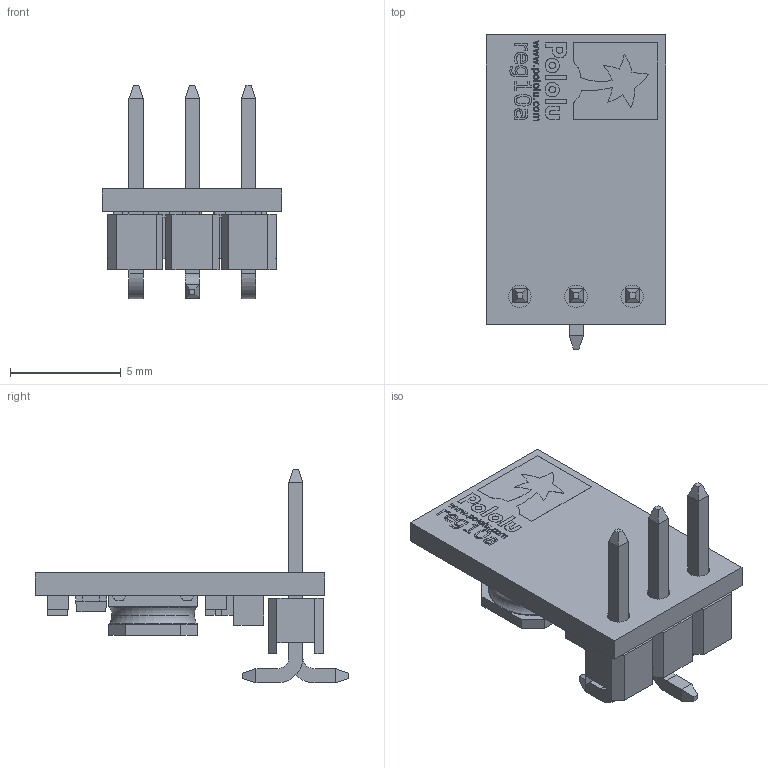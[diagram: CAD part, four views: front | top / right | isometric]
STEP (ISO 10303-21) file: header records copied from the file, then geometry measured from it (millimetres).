
FILE_DESCRIPTION(('FreeCAD Model'),'2;1');
FILE_NAME('12V DC-DC with header-horizontal.step','2021-06-07T20:41:12', ('Author'),(''),'Open CASCADE STEP processor 7.3','FreeCAD','Unknown' );
FILE_SCHEMA(('AUTOMOTIVE_DESIGN { 1 0 10303 214 1 1 1 1 }'));
Products named in the file (1): Compound
Bounding box: 8.13 x 14.18 x 9.65 mm (x, y, z)
Volume: 202.5 mm3; surface area: 531 mm2
Topology: 2 solids, 2 shells, 729 faces, 1905 edges, 1229 vertices
Faces by surface type: plane 519, bspline 156, cylinder 48, torus 4, cone 2
Entity records: 60644 total; most frequent: CARTESIAN_POINT 19395, DIRECTION 5805, LINE 4421, VECTOR 4421, ORIENTED_EDGE 3810, PCURVE 3810, DEFINITIONAL_REPRESENTATION 3810, EDGE_CURVE 1905
